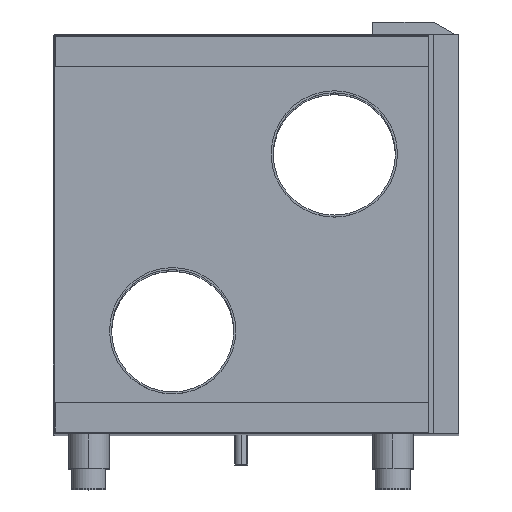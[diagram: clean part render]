
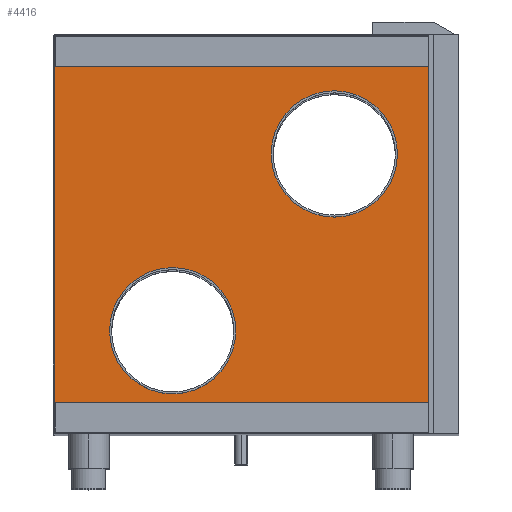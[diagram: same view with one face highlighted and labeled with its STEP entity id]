
A CAD part, top view. The second image highlights one B-rep face of the part: STEP entity #4416.
In plain terms, the highlighted planar face has unit normal (0, 0, 1).
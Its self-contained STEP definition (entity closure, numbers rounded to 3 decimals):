
#144 = VERTEX_POINT ( 'NONE', #880 ) ;
#146 = VERTEX_POINT ( 'NONE', #875 ) ;
#149 = EDGE_CURVE ( 'NONE', #144, #326, #914, .T. ) ;
#152 = VERTEX_POINT ( 'NONE', #910 ) ;
#153 = EDGE_CURVE ( 'NONE', #152, #146, #908, .T. ) ;
#196 = EDGE_CURVE ( 'NONE', #212, #197, #953, .T. ) ;
#197 = VERTEX_POINT ( 'NONE', #1013 ) ;
#211 = EDGE_CURVE ( 'NONE', #378, #212, #1046, .T. ) ;
#212 = VERTEX_POINT ( 'NONE', #1042 ) ;
#326 = VERTEX_POINT ( 'NONE', #1224 ) ;
#378 = VERTEX_POINT ( 'NONE', #1308 ) ;
#452 = EDGE_CURVE ( 'NONE', #378, #453, #1446, .T. ) ;
#453 = VERTEX_POINT ( 'NONE', #1439 ) ;
#518 = VERTEX_POINT ( 'NONE', #1540 ) ;
#564 = EDGE_CURVE ( 'NONE', #518, #570, #1688, .T. ) ;
#570 = VERTEX_POINT ( 'NONE', #1679 ) ;
#857 = EDGE_LOOP ( 'NONE', ( #4417, #4412 ) ) ;
#860 = EDGE_CURVE ( 'NONE', #197, #326, #1811, .T. ) ;
#875 = CARTESIAN_POINT ( 'NONE',  ( 15., 277., 486.5 ) ) ;
#880 = CARTESIAN_POINT ( 'NONE',  ( -198.763, 364., 486.5 ) ) ;
#904 = DIRECTION ( 'NONE',  ( 1., 0., 0. ) ) ;
#905 = DIRECTION ( 'NONE',  ( 0., 0., 1. ) ) ;
#906 = CARTESIAN_POINT ( 'NONE',  ( 77.5, 277., 486.5 ) ) ;
#907 = AXIS2_PLACEMENT_3D ( 'NONE', #906, #905, #904 ) ;
#908 = CIRCLE ( 'NONE', #907, 62.5 ) ;
#910 = CARTESIAN_POINT ( 'NONE',  ( 140., 277., 486.5 ) ) ;
#911 = DIRECTION ( 'NONE',  ( 0., 1., 0. ) ) ;
#912 = VECTOR ( 'NONE', #911, 1000. ) ;
#913 = CARTESIAN_POINT ( 'NONE',  ( -198.763, 394., 486.5 ) ) ;
#914 = LINE ( 'NONE', #913, #912 ) ;
#953 = LINE ( 'NONE', #1016, #1015 ) ;
#1013 = CARTESIAN_POINT ( 'NONE',  ( -199.5, 393.263, 486.5 ) ) ;
#1014 = DIRECTION ( 'NONE',  ( 0., 1., 0. ) ) ;
#1015 = VECTOR ( 'NONE', #1014, 1000. ) ;
#1016 = CARTESIAN_POINT ( 'NONE',  ( -199.5, 1.737, 486.5 ) ) ;
#1042 = CARTESIAN_POINT ( 'NONE',  ( -199.5, 1.737, 486.5 ) ) ;
#1043 = DIRECTION ( 'NONE',  ( -1., 0., 0. ) ) ;
#1044 = VECTOR ( 'NONE', #1043, 1000. ) ;
#1045 = CARTESIAN_POINT ( 'NONE',  ( 200.5, 1.737, 486.5 ) ) ;
#1046 = LINE ( 'NONE', #1045, #1044 ) ;
#1224 = CARTESIAN_POINT ( 'NONE',  ( -198.763, 393.263, 486.5 ) ) ;
#1308 = CARTESIAN_POINT ( 'NONE',  ( -198.763, 1.737, 486.5 ) ) ;
#1439 = CARTESIAN_POINT ( 'NONE',  ( -198.763, 31., 486.5 ) ) ;
#1440 = DIRECTION ( 'NONE',  ( 0., 1., 0. ) ) ;
#1441 = VECTOR ( 'NONE', #1440, 1000. ) ;
#1442 = CARTESIAN_POINT ( 'NONE',  ( -198.763, 1., 486.5 ) ) ;
#1446 = LINE ( 'NONE', #1442, #1441 ) ;
#1540 = CARTESIAN_POINT ( 'NONE',  ( -145., 102., 486.5 ) ) ;
#1679 = CARTESIAN_POINT ( 'NONE',  ( -20., 102., 486.5 ) ) ;
#1684 = DIRECTION ( 'NONE',  ( 1., 0., 0. ) ) ;
#1685 = DIRECTION ( 'NONE',  ( 0., 0., 1. ) ) ;
#1686 = CARTESIAN_POINT ( 'NONE',  ( -82.5, 102., 486.5 ) ) ;
#1687 = AXIS2_PLACEMENT_3D ( 'NONE', #1686, #1685, #1684 ) ;
#1688 = CIRCLE ( 'NONE', #1687, 62.5 ) ;
#1808 = DIRECTION ( 'NONE',  ( 1., 0., 0. ) ) ;
#1809 = VECTOR ( 'NONE', #1808, 1000. ) ;
#1810 = CARTESIAN_POINT ( 'NONE',  ( 200.5, 393.263, 486.5 ) ) ;
#1811 = LINE ( 'NONE', #1810, #1809 ) ;
#1829 = DIRECTION ( 'NONE',  ( 1., 0., 0. ) ) ;
#1830 = VECTOR ( 'NONE', #1829, 1000. ) ;
#1831 = CARTESIAN_POINT ( 'NONE',  ( 200.5, 31., 486.5 ) ) ;
#1832 = LINE ( 'NONE', #1831, #1830 ) ;
#1885 = EDGE_CURVE ( 'NONE', #453, #4137, #1832, .T. ) ;
#2222 = DIRECTION ( 'NONE',  ( 0., 1., 0. ) ) ;
#2223 = VECTOR ( 'NONE', #2222, 1000. ) ;
#2224 = CARTESIAN_POINT ( 'NONE',  ( 170.5, 393.263, 486.5 ) ) ;
#2225 = LINE ( 'NONE', #2224, #2223 ) ;
#2226 = CARTESIAN_POINT ( 'NONE',  ( 170.5, 31., 486.5 ) ) ;
#2228 = CARTESIAN_POINT ( 'NONE',  ( 170.5, 364., 486.5 ) ) ;
#2755 = DIRECTION ( 'NONE',  ( 1., 0., 0. ) ) ;
#2756 = DIRECTION ( 'NONE',  ( 0., 0., 1. ) ) ;
#2757 = CARTESIAN_POINT ( 'NONE',  ( -82.5, 102., 486.5 ) ) ;
#2758 = AXIS2_PLACEMENT_3D ( 'NONE', #2757, #2756, #2755 ) ;
#2759 = CIRCLE ( 'NONE', #2758, 62.5 ) ;
#2760 = DIRECTION ( 'NONE',  ( 1., 0., 0. ) ) ;
#2761 = DIRECTION ( 'NONE',  ( 0., 0., 1. ) ) ;
#2762 = AXIS2_PLACEMENT_3D ( 'NONE', #2767, #2761, #2760 ) ;
#2763 = CIRCLE ( 'NONE', #2762, 62.5 ) ;
#2767 = CARTESIAN_POINT ( 'NONE',  ( 77.5, 277., 486.5 ) ) ;
#2797 = DIRECTION ( 'NONE',  ( -1., 0., 0. ) ) ;
#2798 = VECTOR ( 'NONE', #2797, 1000. ) ;
#2799 = CARTESIAN_POINT ( 'NONE',  ( -198.763, 364., 486.5 ) ) ;
#2803 = LINE ( 'NONE', #2799, #2798 ) ;
#2814 = DIRECTION ( 'NONE',  ( 0., -1., 0. ) ) ;
#2815 = DIRECTION ( 'NONE',  ( 0., 0., 1. ) ) ;
#2816 = AXIS2_PLACEMENT_3D ( 'NONE', #2818, #2815, #2814 ) ;
#2818 = CARTESIAN_POINT ( 'NONE',  ( 200.5, 393.263, 486.5 ) ) ;
#2819 = PLANE ( 'NONE',  #2816 ) ;
#2820 = FACE_OUTER_BOUND ( 'NONE', #4424, .T. ) ;
#2821 = FACE_BOUND ( 'NONE', #4410, .T. ) ;
#2822 = FACE_BOUND ( 'NONE', #857, .T. ) ;
#4135 = VERTEX_POINT ( 'NONE', #2228 ) ;
#4137 = VERTEX_POINT ( 'NONE', #2226 ) ;
#4141 = EDGE_CURVE ( 'NONE', #4137, #4135, #2225, .T. ) ;
#4408 = EDGE_CURVE ( 'NONE', #146, #152, #2763, .T. ) ;
#4409 = ORIENTED_EDGE ( 'NONE', *, *, #153, .F. ) ;
#4410 = EDGE_LOOP ( 'NONE', ( #4411, #4409 ) ) ;
#4411 = ORIENTED_EDGE ( 'NONE', *, *, #4408, .F. ) ;
#4412 = ORIENTED_EDGE ( 'NONE', *, *, #564, .F. ) ;
#4413 = EDGE_CURVE ( 'NONE', #570, #518, #2759, .T. ) ;
#4416 = ADVANCED_FACE ( 'NONE', ( #2822, #2821, #2820 ), #2819, .T. ) ;
#4417 = ORIENTED_EDGE ( 'NONE', *, *, #4413, .F. ) ;
#4420 = ORIENTED_EDGE ( 'NONE', *, *, #211, .F. ) ;
#4422 = ORIENTED_EDGE ( 'NONE', *, *, #452, .T. ) ;
#4424 = EDGE_LOOP ( 'NONE', ( #4425, #4428, #4434, #4433, #4430, #4429, #4420, #4422 ) ) ;
#4425 = ORIENTED_EDGE ( 'NONE', *, *, #1885, .T. ) ;
#4427 = EDGE_CURVE ( 'NONE', #4135, #144, #2803, .T. ) ;
#4428 = ORIENTED_EDGE ( 'NONE', *, *, #4141, .T. ) ;
#4429 = ORIENTED_EDGE ( 'NONE', *, *, #196, .F. ) ;
#4430 = ORIENTED_EDGE ( 'NONE', *, *, #860, .F. ) ;
#4433 = ORIENTED_EDGE ( 'NONE', *, *, #149, .T. ) ;
#4434 = ORIENTED_EDGE ( 'NONE', *, *, #4427, .T. ) ;
